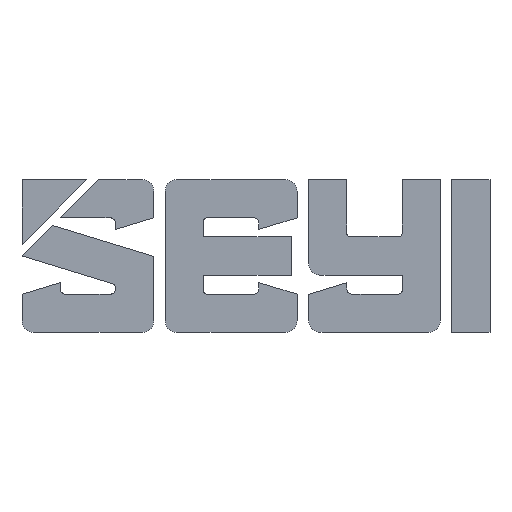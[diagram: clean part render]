
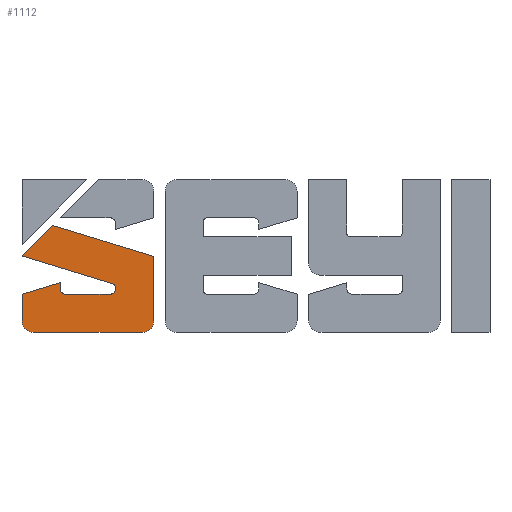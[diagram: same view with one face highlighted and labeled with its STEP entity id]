
A CAD part, top view. The second image highlights one B-rep face of the part: STEP entity #1112.
In plain terms, the highlighted planar face has unit normal (0, 0, 1).
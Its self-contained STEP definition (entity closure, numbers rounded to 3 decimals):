
#33 = DIRECTION ( 'NONE',  ( 0., 0., 1. ) ) ;
#35 = ORIENTED_EDGE ( 'NONE', *, *, #1392, .T. ) ;
#63 = EDGE_CURVE ( 'NONE', #2009, #1718, #1028, .T. ) ;
#77 = VECTOR ( 'NONE', #1210, 1000. ) ;
#187 = EDGE_CURVE ( 'NONE', #1209, #935, #1229, .T. ) ;
#198 = VERTEX_POINT ( 'NONE', #2437 ) ;
#289 = CARTESIAN_POINT ( 'NONE',  ( 37.828, 33.06, 3.186 ) ) ;
#365 = DIRECTION ( 'NONE',  ( 0.956, -0.292, 0. ) ) ;
#404 = VERTEX_POINT ( 'NONE', #2146 ) ;
#417 = CARTESIAN_POINT ( 'NONE',  ( 9.918, 9.918, 3.186 ) ) ;
#446 = CARTESIAN_POINT ( 'NONE',  ( 0., 33.06, 3.186 ) ) ;
#453 = CARTESIAN_POINT ( 'NONE',  ( 37.828, 37.828, 3.186 ) ) ;
#491 = VECTOR ( 'NONE', #1213, 1000. ) ;
#584 = DIRECTION ( 'NONE',  ( -1., 0., 0. ) ) ;
#602 = CARTESIAN_POINT ( 'NONE',  ( 26.476, 92.595, 3.186 ) ) ;
#617 = DIRECTION ( 'NONE',  ( 1., 0., 0. ) ) ;
#626 = CARTESIAN_POINT ( 'NONE',  ( 104.138, 0., 3.186 ) ) ;
#631 = ORIENTED_EDGE ( 'NONE', *, *, #973, .T. ) ;
#642 = AXIS2_PLACEMENT_3D ( 'NONE', #417, #33, #2085 ) ;
#652 = LINE ( 'NONE', #1612, #77 ) ;
#673 = CARTESIAN_POINT ( 'NONE',  ( 26.476, 92.595, 3.186 ) ) ;
#678 = CARTESIAN_POINT ( 'NONE',  ( 77.622, 42.388, 3.186 ) ) ;
#703 = VERTEX_POINT ( 'NONE', #602 ) ;
#709 = CIRCLE ( 'NONE', #642, 9.918 ) ;
#729 = CARTESIAN_POINT ( 'NONE',  ( 33.06, 37.828, 3.186 ) ) ;
#797 = DIRECTION ( 'NONE',  ( 0., 0., 1. ) ) ;
#804 = LINE ( 'NONE', #1272, #2157 ) ;
#865 = LINE ( 'NONE', #1575, #1643 ) ;
#867 = ORIENTED_EDGE ( 'NONE', *, *, #63, .T. ) ;
#913 = EDGE_LOOP ( 'NONE', ( #35, #1235, #1824, #867, #2298, #1563, #631, #1490, #2323, #1976, #1065, #2177, #2202 ) ) ;
#924 = LINE ( 'NONE', #1636, #491 ) ;
#926 = CIRCLE ( 'NONE', #996, 4.768 ) ;
#935 = VERTEX_POINT ( 'NONE', #1903 ) ;
#953 = CIRCLE ( 'NONE', #2209, 9.918 ) ;
#973 = EDGE_CURVE ( 'NONE', #2111, #2162, #804, .T. ) ;
#996 = AXIS2_PLACEMENT_3D ( 'NONE', #453, #2098, #1927 ) ;
#1007 = VERTEX_POINT ( 'NONE', #2096 ) ;
#1028 = CIRCLE ( 'NONE', #2092, 4.768 ) ;
#1033 = VERTEX_POINT ( 'NONE', #289 ) ;
#1065 = ORIENTED_EDGE ( 'NONE', *, *, #2352, .T. ) ;
#1067 = EDGE_CURVE ( 'NONE', #2162, #1209, #652, .T. ) ;
#1111 = DIRECTION ( 'NONE',  ( 0., 1., 0. ) ) ;
#1112 = ADVANCED_FACE ( 'NONE', ( #2125 ), #2608, .F. ) ;
#1122 = VECTOR ( 'NONE', #1111, 1000. ) ;
#1198 = CARTESIAN_POINT ( 'NONE',  ( 76.228, 37.828, 3.186 ) ) ;
#1209 = VERTEX_POINT ( 'NONE', #446 ) ;
#1210 = DIRECTION ( 'NONE',  ( -0.956, -0.292, 0. ) ) ;
#1213 = DIRECTION ( 'NONE',  ( -1., 0., 0. ) ) ;
#1227 = DIRECTION ( 'NONE',  ( 0., -1., 0. ) ) ;
#1229 = LINE ( 'NONE', #1858, #1715 ) ;
#1235 = ORIENTED_EDGE ( 'NONE', *, *, #2205, .T. ) ;
#1272 = CARTESIAN_POINT ( 'NONE',  ( 33.06, 43.167, 3.186 ) ) ;
#1304 = CARTESIAN_POINT ( 'NONE',  ( 9.918, 0., 3.186 ) ) ;
#1315 = LINE ( 'NONE', #673, #1744 ) ;
#1351 = EDGE_CURVE ( 'NONE', #1033, #2111, #926, .T. ) ;
#1360 = DIRECTION ( 'NONE',  ( -0.707, -0.707, 0. ) ) ;
#1380 = CARTESIAN_POINT ( 'NONE',  ( 26.476, 92.595, 3.186 ) ) ;
#1392 = EDGE_CURVE ( 'NONE', #1007, #703, #1315, .T. ) ;
#1426 = VERTEX_POINT ( 'NONE', #1496 ) ;
#1475 = DIRECTION ( 'NONE',  ( -0.956, 0.292, 0. ) ) ;
#1490 = ORIENTED_EDGE ( 'NONE', *, *, #1067, .T. ) ;
#1496 = CARTESIAN_POINT ( 'NONE',  ( 114.056, 9.918, 3.186 ) ) ;
#1521 = VERTEX_POINT ( 'NONE', #1304 ) ;
#1544 = LINE ( 'NONE', #626, #2055 ) ;
#1563 = ORIENTED_EDGE ( 'NONE', *, *, #1351, .T. ) ;
#1575 = CARTESIAN_POINT ( 'NONE',  ( 77.622, 42.388, 3.186 ) ) ;
#1589 = EDGE_CURVE ( 'NONE', #198, #2009, #865, .T. ) ;
#1609 = CARTESIAN_POINT ( 'NONE',  ( 104.138, 9.918, 3.186 ) ) ;
#1612 = CARTESIAN_POINT ( 'NONE',  ( 0., 33.06, 3.186 ) ) ;
#1636 = CARTESIAN_POINT ( 'NONE',  ( 37.828, 33.06, 3.186 ) ) ;
#1643 = VECTOR ( 'NONE', #365, 1000. ) ;
#1701 = DIRECTION ( 'NONE',  ( 0., 1., 0. ) ) ;
#1706 = LINE ( 'NONE', #2340, #1122 ) ;
#1715 = VECTOR ( 'NONE', #1227, 1000. ) ;
#1718 = VERTEX_POINT ( 'NONE', #1785 ) ;
#1729 = EDGE_CURVE ( 'NONE', #1718, #1033, #924, .T. ) ;
#1744 = VECTOR ( 'NONE', #1475, 1000. ) ;
#1776 = EDGE_CURVE ( 'NONE', #404, #1426, #953, .T. ) ;
#1785 = CARTESIAN_POINT ( 'NONE',  ( 76.228, 33.06, 3.186 ) ) ;
#1824 = ORIENTED_EDGE ( 'NONE', *, *, #1589, .T. ) ;
#1831 = EDGE_CURVE ( 'NONE', #935, #1521, #709, .T. ) ;
#1858 = CARTESIAN_POINT ( 'NONE',  ( 0., 9.918, 3.186 ) ) ;
#1903 = CARTESIAN_POINT ( 'NONE',  ( 0., 9.918, 3.186 ) ) ;
#1927 = DIRECTION ( 'NONE',  ( 1., 0., 0. ) ) ;
#1948 = CARTESIAN_POINT ( 'NONE',  ( 33.06, 43.167, 3.186 ) ) ;
#1963 = VECTOR ( 'NONE', #1360, 1000. ) ;
#1976 = ORIENTED_EDGE ( 'NONE', *, *, #1831, .T. ) ;
#2009 = VERTEX_POINT ( 'NONE', #678 ) ;
#2024 = AXIS2_PLACEMENT_3D ( 'NONE', #2428, #2419, #584 ) ;
#2055 = VECTOR ( 'NONE', #617, 1000. ) ;
#2085 = DIRECTION ( 'NONE',  ( -1., 0., 0. ) ) ;
#2092 = AXIS2_PLACEMENT_3D ( 'NONE', #1198, #2393, #2628 ) ;
#2096 = CARTESIAN_POINT ( 'NONE',  ( 114.056, 65.819, 3.186 ) ) ;
#2098 = DIRECTION ( 'NONE',  ( 0., 0., -1. ) ) ;
#2111 = VERTEX_POINT ( 'NONE', #729 ) ;
#2125 = FACE_OUTER_BOUND ( 'NONE', #913, .T. ) ;
#2146 = CARTESIAN_POINT ( 'NONE',  ( 104.138, 0., 3.186 ) ) ;
#2157 = VECTOR ( 'NONE', #1701, 1000. ) ;
#2162 = VERTEX_POINT ( 'NONE', #1948 ) ;
#2168 = EDGE_CURVE ( 'NONE', #1426, #1007, #1706, .T. ) ;
#2177 = ORIENTED_EDGE ( 'NONE', *, *, #1776, .T. ) ;
#2202 = ORIENTED_EDGE ( 'NONE', *, *, #2168, .T. ) ;
#2205 = EDGE_CURVE ( 'NONE', #703, #198, #2499, .T. ) ;
#2209 = AXIS2_PLACEMENT_3D ( 'NONE', #1609, #797, #2240 ) ;
#2240 = DIRECTION ( 'NONE',  ( -1., 0., 0. ) ) ;
#2298 = ORIENTED_EDGE ( 'NONE', *, *, #1729, .T. ) ;
#2323 = ORIENTED_EDGE ( 'NONE', *, *, #187, .T. ) ;
#2340 = CARTESIAN_POINT ( 'NONE',  ( 114.056, 65.819, 3.186 ) ) ;
#2352 = EDGE_CURVE ( 'NONE', #1521, #404, #1544, .T. ) ;
#2393 = DIRECTION ( 'NONE',  ( 0., 0., -1. ) ) ;
#2419 = DIRECTION ( 'NONE',  ( 0., 0., -1. ) ) ;
#2428 = CARTESIAN_POINT ( 'NONE',  ( 104.138, 9.918, 3.186 ) ) ;
#2437 = CARTESIAN_POINT ( 'NONE',  ( 0., 66.119, 3.186 ) ) ;
#2499 = LINE ( 'NONE', #1380, #1963 ) ;
#2608 = PLANE ( 'NONE',  #2024 ) ;
#2628 = DIRECTION ( 'NONE',  ( 1., 0., 0. ) ) ;
